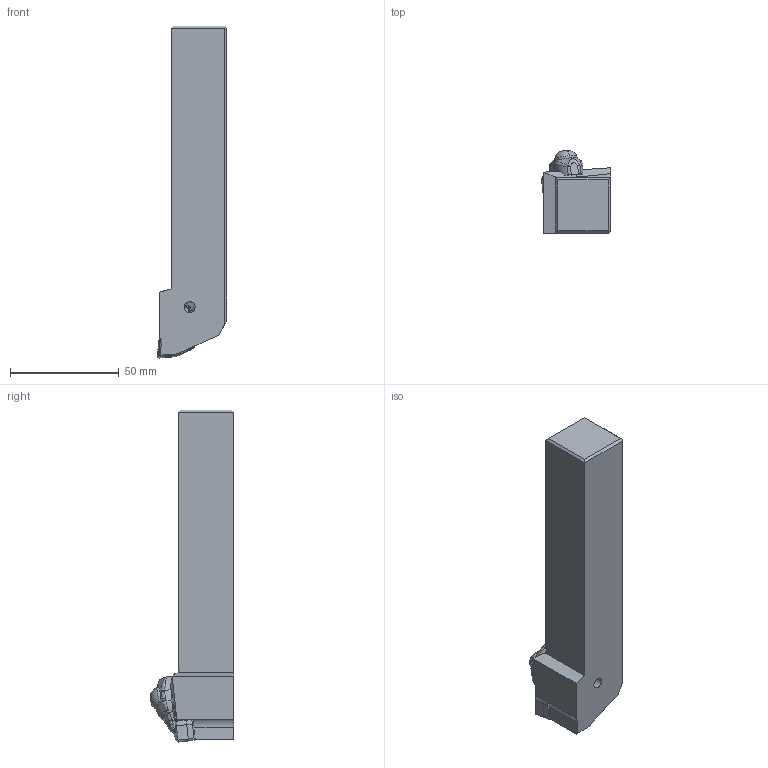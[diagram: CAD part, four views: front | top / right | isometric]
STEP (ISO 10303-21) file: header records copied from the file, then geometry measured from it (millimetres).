
FILE_DESCRIPTION(/* description */ (''),/* implementation_level */ '2;1');
FILE_NAME(/* name */ 'DWLNR-164_IR0_031.stp',/* time_stamp */ '2023-02-09T11:31:59+09:00',/* author */ (''),/* organization */ (''),/* preprocessor_version */ 'ST-DEVELOPER v16',/* originating_system */ 'SIEMENS PLM Software NX 10.0',/* authorisation */ '');
FILE_SCHEMA (('AUTOMOTIVE_DESIGN { 1 0 10303 214 3 1 1 1 }'));
Length unit declared in the file: millimetre
Products named in the file (1): DWLNR-164_IR0_031_ASM
Bounding box: 31.75 x 38.18 x 152.4 mm (x, y, z)
Volume: 100324.1 mm3; surface area: 19964.4 mm2
Topology: 2 solids, 2 shells, 291 faces, 837 edges, 560 vertices
Faces by surface type: cylinder 101, plane 93, bspline 59, cone 20, torus 14, sphere 4
Entity records: 12967 total; most frequent: CARTESIAN_POINT 5568, ORIENTED_EDGE 1626, DIRECTION 1446, EDGE_CURVE 813, AXIS2_PLACEMENT_3D 572, VERTEX_POINT 531, EDGE_LOOP 304, LINE 302
